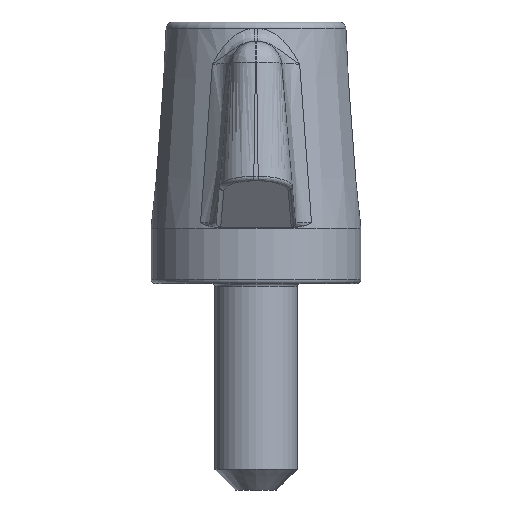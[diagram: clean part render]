
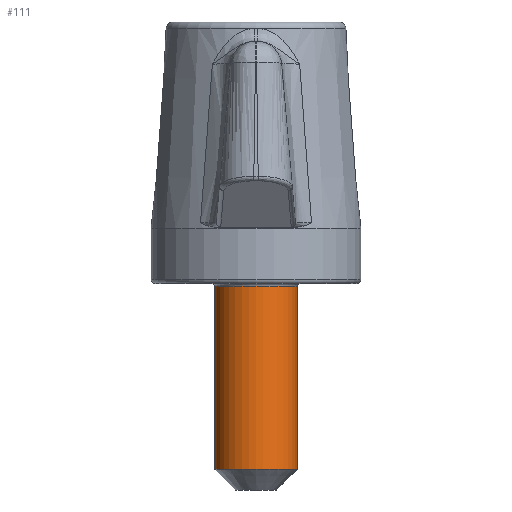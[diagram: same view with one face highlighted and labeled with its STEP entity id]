
A CAD part, left-side view. The second image highlights one B-rep face of the part: STEP entity #111.
In plain terms, the highlighted cylindrical face has radius 3 mm (diameter 6 mm), a full revolution.
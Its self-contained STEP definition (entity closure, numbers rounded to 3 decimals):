
#111 = ADVANCED_FACE( '', ( #276, #277 ), #278, .T. );
#276 = FACE_OUTER_BOUND( '', #1046, .T. );
#277 = FACE_OUTER_BOUND( '', #1047, .T. );
#278 = CYLINDRICAL_SURFACE( '', #1048, 3. );
#1046 = EDGE_LOOP( '', ( #7803 ) );
#1047 = EDGE_LOOP( '', ( #7804 ) );
#1048 = AXIS2_PLACEMENT_3D( '', #7805, #7806, #7807 );
#7803 = ORIENTED_EDGE( '', *, *, #8265, .T. );
#7804 = ORIENTED_EDGE( '', *, *, #8266, .T. );
#7805 = CARTESIAN_POINT( '', ( 0., 0., 24. ) );
#7806 = DIRECTION( '', ( 0., 0., -1. ) );
#7807 = DIRECTION( '', ( 1., 0., 0. ) );
#8265 = EDGE_CURVE( '', #8504, #8504, #8505, .F. );
#8266 = EDGE_CURVE( '', #8506, #8506, #8507, .T. );
#8504 = VERTEX_POINT( '', #9138 );
#8505 = CIRCLE( '', #9139, 3. );
#8506 = VERTEX_POINT( '', #9140 );
#8507 = CIRCLE( '', #9141, 3. );
#9138 = CARTESIAN_POINT( '', ( 3., 0., -0.2 ) );
#9139 = AXIS2_PLACEMENT_3D( '', #10562, #10563, #10564 );
#9140 = CARTESIAN_POINT( '', ( 3., 0., -13.5 ) );
#9141 = AXIS2_PLACEMENT_3D( '', #10565, #10566, #10567 );
#10562 = CARTESIAN_POINT( '', ( 0., 0., -0.2 ) );
#10563 = DIRECTION( '', ( 0., 0., 1. ) );
#10564 = DIRECTION( '', ( 1., 0., 0. ) );
#10565 = CARTESIAN_POINT( '', ( 0., 0., -13.5 ) );
#10566 = DIRECTION( '', ( 0., 0., 1. ) );
#10567 = DIRECTION( '', ( 1., 0., 0. ) );
